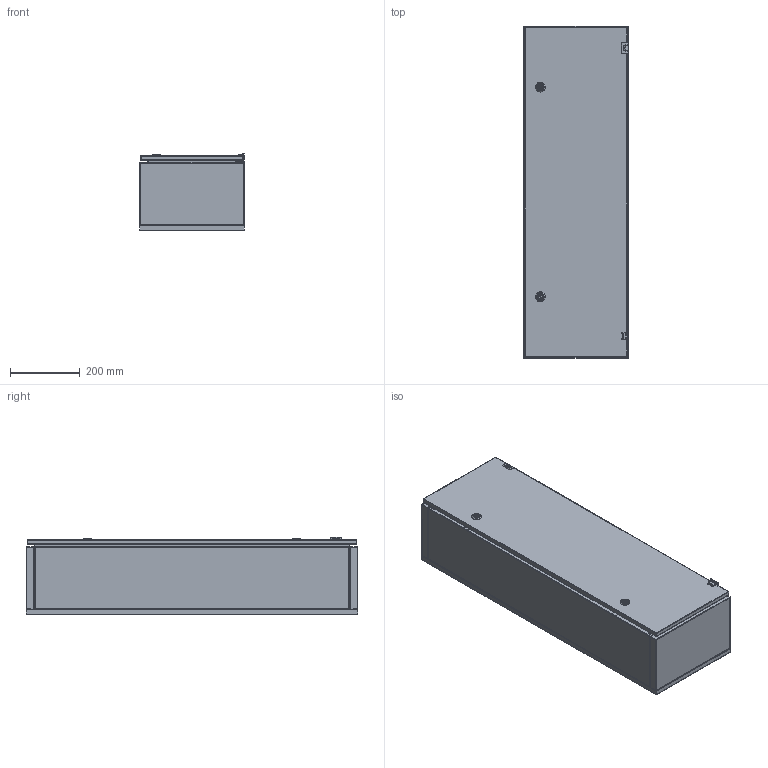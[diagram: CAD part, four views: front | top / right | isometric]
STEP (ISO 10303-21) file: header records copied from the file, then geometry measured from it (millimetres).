
FILE_DESCRIPTION (( 'STEP AP214' ), '1' );
FILE_NAME ('EKO-932.STEP', '2017-06-22T18:29:05', ( '' ), ( '' ), 'SwSTEP 2.0', 'SolidWorks 2017', '' );
FILE_SCHEMA (( 'AUTOMOTIVE_DESIGN' ));
Length unit declared in the file: millimetre
Products named in the file (1): EKO-932
Bounding box: 300 x 950 x 220.88 mm (x, y, z)
Volume: 1427257.6 mm3; surface area: 2813533.8 mm2
Topology: 53 solids, 53 shells, 2538 faces, 6166 edges, 3761 vertices
Faces by surface type: plane 1166, cylinder 792, cone 264, bspline 172, torus 120, sphere 24
Entity records: 87638 total; most frequent: CARTESIAN_POINT 28389, ORIENTED_EDGE 12272, DIRECTION 11798, EDGE_CURVE 6136, AXIS2_PLACEMENT_3D 4185, VERTEX_POINT 3761, LINE 3428, VECTOR 3428
